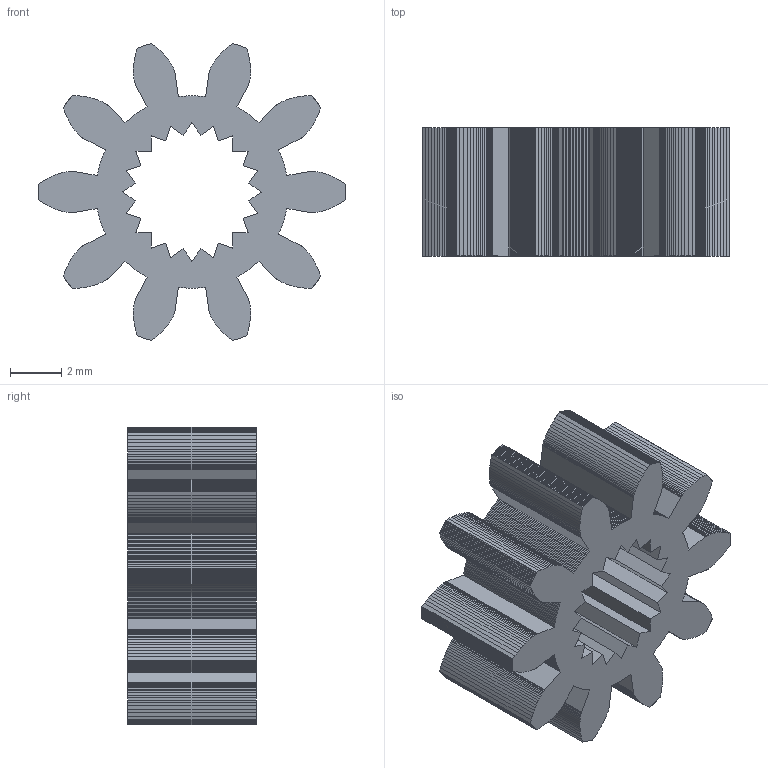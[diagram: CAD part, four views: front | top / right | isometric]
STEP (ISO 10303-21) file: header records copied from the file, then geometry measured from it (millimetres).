
FILE_DESCRIPTION (( 'STEP AP214' ), '1' );
FILE_NAME ('Gear10T.STEP', '2025-07-13T21:38:23', ( '' ), ( '' ), 'SwSTEP 2.0', 'SolidWorks 2024', '' );
FILE_SCHEMA (( 'AUTOMOTIVE_DESIGN' ));
Length unit declared in the file: millimetre
Products named in the file (1): Gear10T
Bounding box: 12 x 5 x 11.58 mm (x, y, z)
Volume: 277.7 mm3; surface area: 556.8 mm2
Topology: 1 solids, 1 shells, 822 faces, 2460 edges, 1640 vertices
Faces by surface type: plane 822
Entity records: 27111 total; most frequent: CARTESIAN_POINT 4923, ORIENTED_EDGE 4920, DIRECTION 4106, EDGE_CURVE 2460, LINE 2460, VECTOR 2460, VERTEX_POINT 1640, EDGE_LOOP 824
